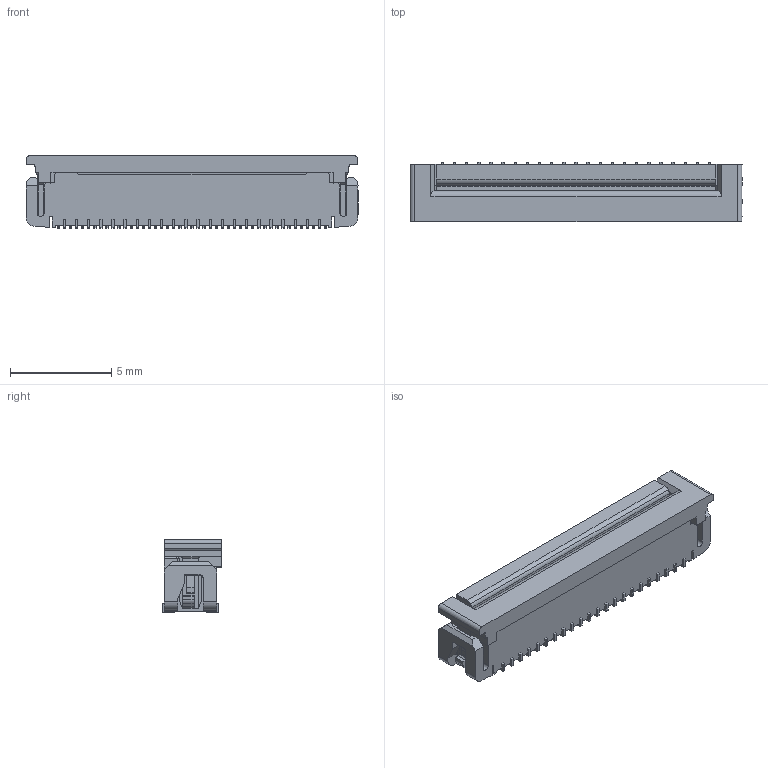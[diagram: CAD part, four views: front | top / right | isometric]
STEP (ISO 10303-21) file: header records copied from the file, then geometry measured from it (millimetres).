
FILE_DESCRIPTION(('HOOPS Exchange Step'),'2;1');
FILE_NAME('export-0BEFDD6A-F0BD-46CB-990F-14BB9889E371.stp','2023-01-01T03:42:22-08:00',('Daxxn'),('Alibre'),'HOOPS Exchange 2022.0','Alibre','Unknown authorisation');
FILE_SCHEMA( ('AP242_MANAGED_MODEL_BASED_3D_ENGINEERING_MIM_LF {1 0 10303 442 1 1 4 }') );
Length unit declared in the file: millimetre
Products named in the file (1): 046841045100846+
Bounding box: 16.4 x 2.95 x 3.6 mm (x, y, z)
Volume: 126.2 mm3; surface area: 428.3 mm2
Topology: 1 solids, 1 shells, 666 faces, 2649 edges, 1971 vertices
Faces by surface type: plane 476, cylinder 190
Entity records: 28691 total; most frequent: CARTESIAN_POINT 5548, ORIENTED_EDGE 5298, DIRECTION 4311, EDGE_CURVE 2649, VECTOR 2247, LINE 2247, VERTEX_POINT 1971, AXIS2_PLACEMENT_3D 1032
